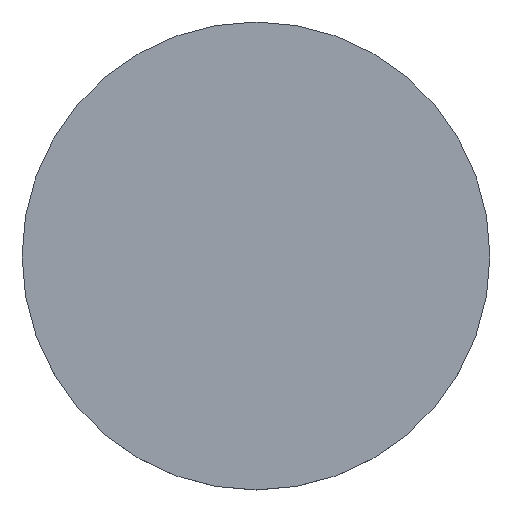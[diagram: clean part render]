
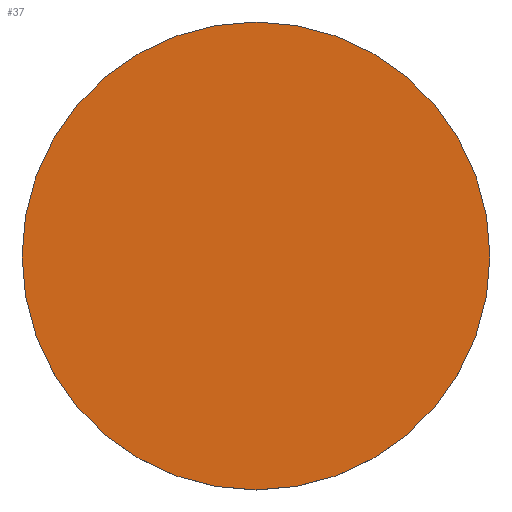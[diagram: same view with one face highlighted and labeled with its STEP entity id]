
A CAD part, top view. The second image highlights one B-rep face of the part: STEP entity #37.
In plain terms, the highlighted planar face has unit normal (0, 0, 1).
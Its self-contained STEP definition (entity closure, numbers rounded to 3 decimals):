
#3 = ORIENTED_EDGE ( 'NONE', *, *, #222, .F. ) ;
#8 = AXIS2_PLACEMENT_3D ( 'NONE', #232, #206, #116 ) ;
#37 = ADVANCED_FACE ( 'NONE', ( #115 ), #233, .T. ) ;
#64 = CARTESIAN_POINT ( 'NONE',  ( -25.4, 0., 15.9 ) ) ;
#78 = EDGE_LOOP ( 'NONE', ( #3, #145 ) ) ;
#105 = CIRCLE ( 'NONE', #126, 25.4 ) ;
#115 = FACE_OUTER_BOUND ( 'NONE', #78, .T. ) ;
#116 = DIRECTION ( 'NONE',  ( 1., 0., 0. ) ) ;
#117 = DIRECTION ( 'NONE',  ( 0., 0., -1. ) ) ;
#123 = DIRECTION ( 'NONE',  ( 0., 0., -1. ) ) ;
#126 = AXIS2_PLACEMENT_3D ( 'NONE', #182, #117, #224 ) ;
#127 = VERTEX_POINT ( 'NONE', #64 ) ;
#130 = VERTEX_POINT ( 'NONE', #162 ) ;
#139 = EDGE_CURVE ( 'NONE', #127, #130, #105, .T. ) ;
#145 = ORIENTED_EDGE ( 'NONE', *, *, #139, .F. ) ;
#149 = CARTESIAN_POINT ( 'NONE',  ( 0., 0., 15.9 ) ) ;
#151 = AXIS2_PLACEMENT_3D ( 'NONE', #149, #123, #152 ) ;
#152 = DIRECTION ( 'NONE',  ( 1., 0., 0. ) ) ;
#162 = CARTESIAN_POINT ( 'NONE',  ( 25.4, 0., 15.9 ) ) ;
#182 = CARTESIAN_POINT ( 'NONE',  ( 0., 0., 15.9 ) ) ;
#206 = DIRECTION ( 'NONE',  ( 0., 0., 1. ) ) ;
#212 = CIRCLE ( 'NONE', #151, 25.4 ) ;
#222 = EDGE_CURVE ( 'NONE', #130, #127, #212, .T. ) ;
#224 = DIRECTION ( 'NONE',  ( 1., 0., 0. ) ) ;
#232 = CARTESIAN_POINT ( 'NONE',  ( 0., 52.02, 15.9 ) ) ;
#233 = PLANE ( 'NONE',  #8 ) ;
